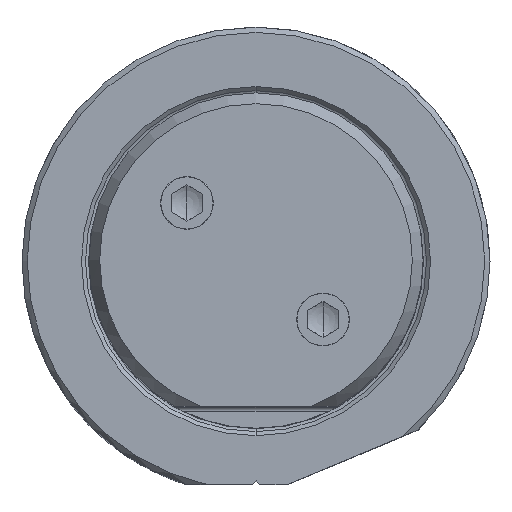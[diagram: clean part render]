
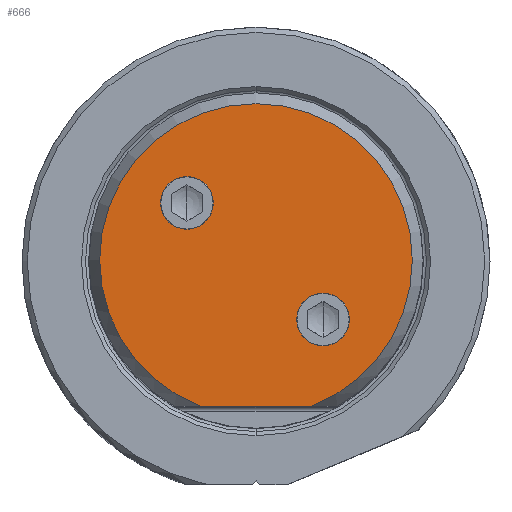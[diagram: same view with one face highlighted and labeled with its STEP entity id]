
A CAD part, top view. The second image highlights one B-rep face of the part: STEP entity #666.
In plain terms, the highlighted planar face has unit normal (0, 0, 1).
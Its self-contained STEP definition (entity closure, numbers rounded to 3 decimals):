
#124=PLANE('',#5711);
#666=ADVANCED_FACE('',(#912,#913,#914),#124,.T.);
#912=FACE_BOUND('',#1087,.T.);
#913=FACE_BOUND('',#1088,.T.);
#914=FACE_BOUND('',#1089,.T.);
#1087=EDGE_LOOP('',(#2968,#2969,#2970,#2971));
#1088=EDGE_LOOP('',(#2972,#2973));
#1089=EDGE_LOOP('',(#2974,#2975));
#1426=LINE('',#11417,#1730);
#1730=VECTOR('',#6834,1.);
#2968=ORIENTED_EDGE('',*,*,#4637,.T.);
#2969=ORIENTED_EDGE('',*,*,#4636,.T.);
#2970=ORIENTED_EDGE('',*,*,#4633,.T.);
#2971=ORIENTED_EDGE('',*,*,#4638,.T.);
#2972=ORIENTED_EDGE('',*,*,#4639,.T.);
#2973=ORIENTED_EDGE('',*,*,#4640,.T.);
#2974=ORIENTED_EDGE('',*,*,#4641,.T.);
#2975=ORIENTED_EDGE('',*,*,#4642,.T.);
#3947=VERTEX_POINT('',#11418);
#3948=VERTEX_POINT('',#11419);
#3949=VERTEX_POINT('',#11430);
#3950=VERTEX_POINT('',#11432);
#3951=VERTEX_POINT('',#11436);
#3952=VERTEX_POINT('',#11437);
#3953=VERTEX_POINT('',#11440);
#3954=VERTEX_POINT('',#11441);
#4633=EDGE_CURVE('',#3947,#3948,#1426,.T.);
#4636=EDGE_CURVE('',#3949,#3947,#5078,.T.);
#4637=EDGE_CURVE('',#3950,#3949,#5079,.T.);
#4638=EDGE_CURVE('',#3948,#3950,#5080,.T.);
#4639=EDGE_CURVE('',#3951,#3952,#5081,.T.);
#4640=EDGE_CURVE('',#3952,#3951,#5082,.T.);
#4641=EDGE_CURVE('',#3953,#3954,#5083,.T.);
#4642=EDGE_CURVE('',#3954,#3953,#5084,.T.);
#5078=CIRCLE('',#5703,14.847);
#5079=CIRCLE('',#5704,14.847);
#5080=CIRCLE('',#5705,14.847);
#5081=CIRCLE('',#5707,2.5);
#5082=CIRCLE('',#5708,2.5);
#5083=CIRCLE('',#5709,2.5);
#5084=CIRCLE('',#5710,2.5);
#5703=AXIS2_PLACEMENT_3D('',#11429,#6837,#6838);
#5704=AXIS2_PLACEMENT_3D('',#11431,#6839,#6840);
#5705=AXIS2_PLACEMENT_3D('',#11433,#6841,#6842);
#5707=AXIS2_PLACEMENT_3D('',#11435,#6845,#6846);
#5708=AXIS2_PLACEMENT_3D('',#11438,#6847,#6848);
#5709=AXIS2_PLACEMENT_3D('',#11439,#6849,#6850);
#5710=AXIS2_PLACEMENT_3D('',#11442,#6851,#6852);
#5711=AXIS2_PLACEMENT_3D('',#11443,#6853,#6854);
#6834=DIRECTION('',(1.,0.,0.));
#6837=DIRECTION('',(0.,0.,1.));
#6838=DIRECTION('',(-1.,0.,0.));
#6839=DIRECTION('',(0.,0.,1.));
#6840=DIRECTION('',(1.,0.,0.));
#6841=DIRECTION('',(0.,0.,1.));
#6842=DIRECTION('',(0.356,-0.935,0.));
#6845=DIRECTION('',(0.,0.,-1.));
#6846=DIRECTION('',(1.,0.,0.));
#6847=DIRECTION('',(0.,0.,-1.));
#6848=DIRECTION('',(-1.,0.,0.));
#6849=DIRECTION('',(0.,0.,-1.));
#6850=DIRECTION('',(1.,0.,0.));
#6851=DIRECTION('',(0.,0.,-1.));
#6852=DIRECTION('',(-1.,0.,0.));
#6853=DIRECTION('',(0.,0.,1.));
#6854=DIRECTION('',(1.,0.,0.));
#11417=CARTESIAN_POINT('',(-5.284,-13.875,60.33));
#11418=CARTESIAN_POINT('',(-5.284,-13.875,60.33));
#11419=CARTESIAN_POINT('',(5.284,-13.875,60.33));
#11429=CARTESIAN_POINT('',(0.,0.,60.33));
#11430=CARTESIAN_POINT('',(-14.847,0.,60.33));
#11431=CARTESIAN_POINT('',(0.,0.,60.33));
#11432=CARTESIAN_POINT('',(14.847,0.,60.33));
#11433=CARTESIAN_POINT('',(0.,0.,60.33));
#11435=CARTESIAN_POINT('',(-6.559,5.419,60.33));
#11436=CARTESIAN_POINT('',(-4.059,5.419,60.33));
#11437=CARTESIAN_POINT('',(-9.059,5.419,60.33));
#11438=CARTESIAN_POINT('',(-6.559,5.419,60.33));
#11439=CARTESIAN_POINT('',(6.366,-5.645,60.33));
#11440=CARTESIAN_POINT('',(8.866,-5.645,60.33));
#11441=CARTESIAN_POINT('',(3.866,-5.645,60.33));
#11442=CARTESIAN_POINT('',(6.366,-5.645,60.33));
#11443=CARTESIAN_POINT('',(0.,0.486,60.33));
